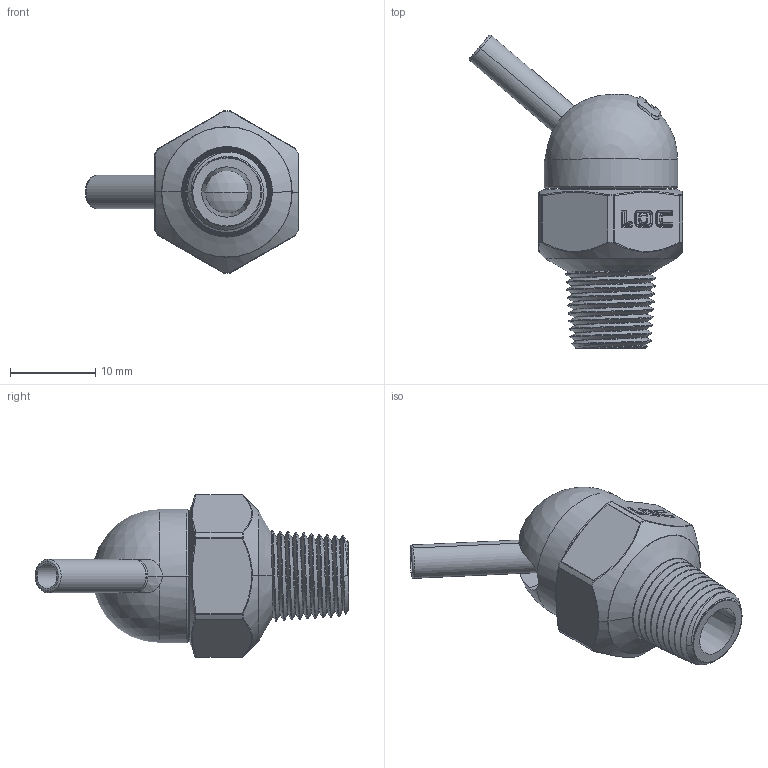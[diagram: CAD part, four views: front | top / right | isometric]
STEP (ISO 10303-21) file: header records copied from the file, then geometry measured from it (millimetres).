
FILE_DESCRIPTION (( 'STEP AP214' ), '1' );
FILE_NAME ('CT 117 X .500 X 1-8.STEP', '2014-11-24T19:09:26', ( '' ), ( '' ), 'SwSTEP 2.0', 'SolidWorks 2012', '' );
FILE_SCHEMA (( 'AUTOMOTIVE_DESIGN' ));
Length unit declared in the file: inch
Products named in the file (4): NPT-1-8-Part-size; CTNozzles .062 .086 .117X.250 .500 1.250; CT155 TURRET 72 Degree Slot (PartSize); CT 117 X .500 X 1-8
Assembly tree (3 placements, depth 2):
  CT 117 X .500 X 1-8
    CT155 TURRET 72 Degree Slot (PartSize)
    CTNozzles .062 .086 .117X.250 .500 1.250
    NPT-1-8-Part-size
Bounding box: 25.09 x 36.88 x 19.11 mm (x, y, z)
Volume: 4038.1 mm3; surface area: 3199 mm2
Topology: 3 solids, 4 shells, 632 faces, 1415 edges, 792 vertices
Faces by surface type: cylinder 210, plane 105, bspline 92, torus 85, sphere 83, cone 57
Entity records: 26530 total; most frequent: CARTESIAN_POINT 13012, DIRECTION 2897, ORIENTED_EDGE 2784, EDGE_CURVE 1392, AXIS2_PLACEMENT_3D 1194, VERTEX_POINT 783, EDGE_LOOP 651, CIRCLE 648
